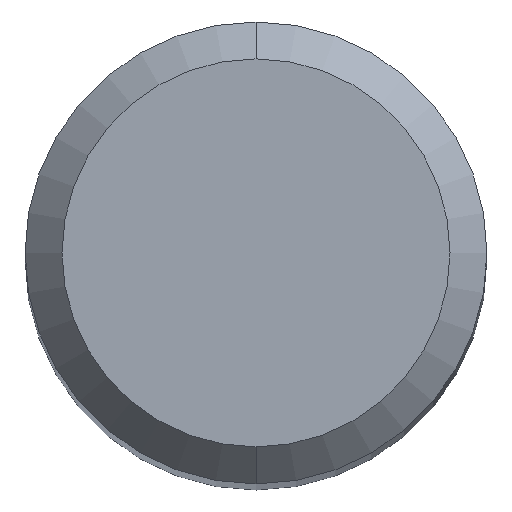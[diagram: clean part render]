
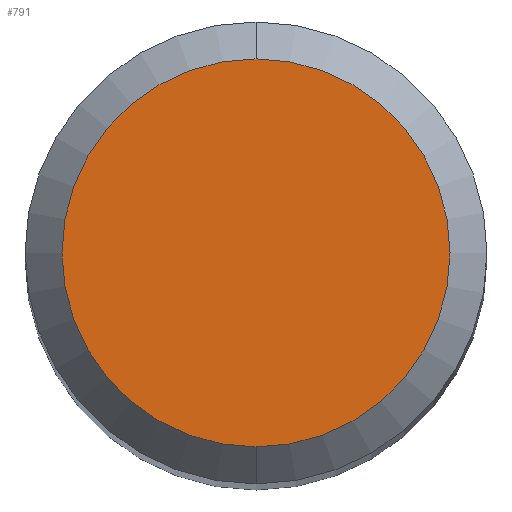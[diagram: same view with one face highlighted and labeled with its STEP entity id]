
A CAD part, top view. The second image highlights one B-rep face of the part: STEP entity #791.
In plain terms, the highlighted planar face has unit normal (0, 0, 1).
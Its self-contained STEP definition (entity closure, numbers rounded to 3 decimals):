
#357=EDGE_CURVE('',#633,#629,#971,.T.);
#449=EDGE_CURVE('',#629,#633,#1065,.T.);
#629=VERTEX_POINT('',#1259);
#633=VERTEX_POINT('',#1263);
#791=ADVANCED_FACE('',(#1441),#1442,.T.);
#971=CIRCLE('',#1702,2.1);
#1065=CIRCLE('',#2032,2.1);
#1259=CARTESIAN_POINT('',(0.0,2.1,0.0));
#1263=CARTESIAN_POINT('',(0.,-2.1,0.0));
#1441=FACE_OUTER_BOUND('',#5021,.T.);
#1442=PLANE('',#5022);
#1702=AXIS2_PLACEMENT_3D('',#6143,#6144,#6145);
#2032=AXIS2_PLACEMENT_3D('',#6180,#6181,#6182);
#5021=EDGE_LOOP('',(#6601,#6602));
#5022=AXIS2_PLACEMENT_3D('',#6603,#6604,#6605);
#6143=CARTESIAN_POINT('',(0.0,0.0,0.0));
#6144=DIRECTION('',(0.0,0.0,-1.0));
#6145=DIRECTION('',(0.0,1.0,0.0));
#6180=CARTESIAN_POINT('',(0.0,0.0,0.0));
#6181=DIRECTION('',(0.0,0.0,-1.0));
#6182=DIRECTION('',(0.0,1.0,0.0));
#6601=ORIENTED_EDGE('',*,*,#449,.F.);
#6602=ORIENTED_EDGE('',*,*,#357,.F.);
#6603=CARTESIAN_POINT('',(0.0,1.05,0.0));
#6604=DIRECTION('',(-0.0,0.0,1.0));
#6605=DIRECTION('',(0.0,-1.0,0.0));
